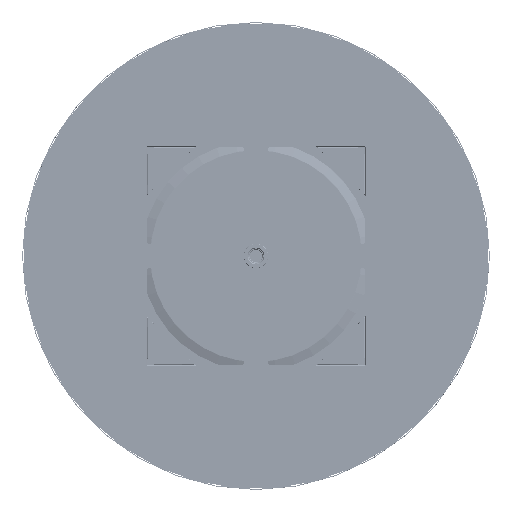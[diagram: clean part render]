
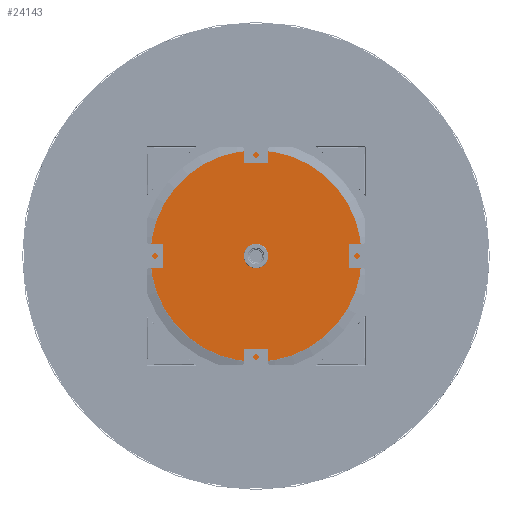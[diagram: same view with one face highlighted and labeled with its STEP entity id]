
A CAD part, top view. The second image highlights one B-rep face of the part: STEP entity #24143.
In plain terms, the highlighted face is planar.
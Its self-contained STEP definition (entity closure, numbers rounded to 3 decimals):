
#24143=ADVANCED_FACE('',(#33489,#33490),#33491,.T.);
#33489=FACE_BOUND('',#43033,.T.);
#33490=FACE_OUTER_BOUND('',#43034,.T.);
#33491=PLANE('',#43035);
#43033=EDGE_LOOP('',(#61074));
#43034=EDGE_LOOP('',(#61075));
#43035=AXIS2_PLACEMENT_3D('',#61076,#61077,#61078);
#61074=ORIENTED_EDGE('',*,*,#69362,.F.);
#61075=ORIENTED_EDGE('',*,*,#69363,.T.);
#61076=CARTESIAN_POINT('',(64.402,0.0,-5.0));
#61077=DIRECTION('',(0.0,0.0,-1.0));
#61078=DIRECTION('',(-1.0,0.0,0.0));
#69362=EDGE_CURVE('',#79218,#79218,#79219,.T.);
#69363=EDGE_CURVE('',#79220,#79220,#79221,.T.);
#79218=VERTEX_POINT('',#96993);
#79219=CIRCLE('',#96994,14.1);
#79220=VERTEX_POINT('',#96995);
#79221=CIRCLE('',#96996,128.738);
#96993=CARTESIAN_POINT('',(-14.1,0.,-5.0));
#96994=AXIS2_PLACEMENT_3D('',#105208,#105209,#105210);
#96995=CARTESIAN_POINT('',(-128.738,0.0,-5.0));
#96996=AXIS2_PLACEMENT_3D('',#105211,#105212,#105213);
#105208=CARTESIAN_POINT('',(0.,0.,-5.0));
#105209=DIRECTION('',(0.0,0.0,-1.0));
#105210=DIRECTION('',(-1.0,0.0,0.0));
#105211=CARTESIAN_POINT('',(0.0,0.0,-5.0));
#105212=DIRECTION('',(0.0,0.0,-1.0));
#105213=DIRECTION('',(-1.0,0.0,0.0));
